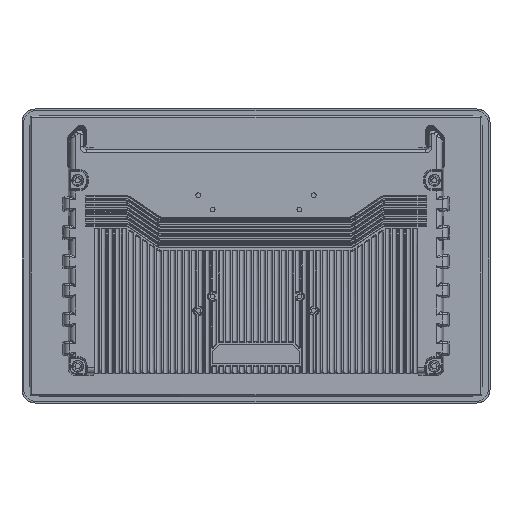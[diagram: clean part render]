
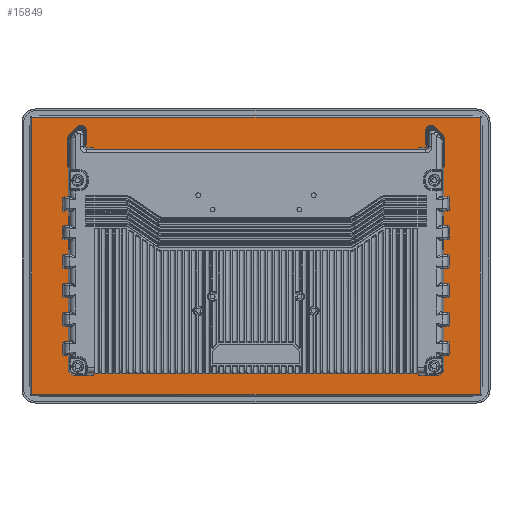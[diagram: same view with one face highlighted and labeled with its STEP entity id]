
A CAD part, top view. The second image highlights one B-rep face of the part: STEP entity #15849.
In plain terms, the highlighted face is planar.
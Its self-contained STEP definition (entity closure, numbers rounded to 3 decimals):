
#13114=DIRECTION('',(0.,0.,1.));
#13115=VECTOR('',#13114,239.8);
#13116=CARTESIAN_POINT('',(-194.4,1.,-119.9));
#13117=LINE('',#13116,#13115);
#13122=CARTESIAN_POINT('',(157.197,1.,98.497));
#13123=DIRECTION('',(0.,1.,0.));
#13124=DIRECTION('',(0.,0.,1.));
#13125=AXIS2_PLACEMENT_3D('',#13122,#13123,#13124);
#13127=CARTESIAN_POINT('',(157.197,1.,-88.197));
#13128=DIRECTION('',(0.,1.,0.));
#13129=DIRECTION('',(1.,0.,0.));
#13130=AXIS2_PLACEMENT_3D('',#13127,#13128,#13129);
#13132=CARTESIAN_POINT('',(-157.197,1.,-88.197));
#13133=DIRECTION('',(0.,1.,0.));
#13134=DIRECTION('',(0.,0.,-1.));
#13135=AXIS2_PLACEMENT_3D('',#13132,#13133,#13134);
#13137=CARTESIAN_POINT('',(-157.197,1.,98.497));
#13138=DIRECTION('',(0.,1.,0.));
#13139=DIRECTION('',(-1.,0.,0.));
#13140=AXIS2_PLACEMENT_3D('',#13137,#13138,#13139);
#13142=DIRECTION('',(0.,0.,-1.));
#13143=VECTOR('',#13142,239.8);
#13144=CARTESIAN_POINT('',(194.4,1.,119.9));
#13145=LINE('',#13144,#13143);
#13602=DIRECTION('',(1.,0.,0.));
#13603=VECTOR('',#13602,388.8);
#13604=CARTESIAN_POINT('',(-194.4,1.,119.9));
#13605=LINE('',#13604,#13603);
#13842=DIRECTION('',(-1.,0.,0.));
#13843=VECTOR('',#13842,388.8);
#13844=CARTESIAN_POINT('',(194.4,1.,-119.9));
#13845=LINE('',#13844,#13843);
#14108=DIRECTION('',(-1.,0.,0.));
#14109=VECTOR('',#14108,291.693);
#14110=CARTESIAN_POINT('',(145.847,1.,99.75));
#14111=LINE('',#14110,#14109);
#14116=DIRECTION('',(0.,0.,-1.));
#14117=VECTOR('',#14116,2.947);
#14118=CARTESIAN_POINT('',(145.847,1.,102.697));
#14119=LINE('',#14118,#14117);
#14124=DIRECTION('',(-1.,0.,0.));
#14125=VECTOR('',#14124,11.35);
#14126=CARTESIAN_POINT('',(157.197,1.,102.697));
#14127=LINE('',#14126,#14125);
#14140=DIRECTION('',(0.,0.,1.));
#14141=VECTOR('',#14140,186.693);
#14142=CARTESIAN_POINT('',(161.397,1.,-88.197));
#14143=LINE('',#14142,#14141);
#14152=DIRECTION('',(1.,0.,0.));
#14153=VECTOR('',#14152,11.35);
#14154=CARTESIAN_POINT('',(145.847,1.,-92.397));
#14155=LINE('',#14154,#14153);
#14156=DIRECTION('',(0.,0.,-1.));
#14157=VECTOR('',#14156,2.647);
#14158=CARTESIAN_POINT('',(145.847,1.,-89.75));
#14159=LINE('',#14158,#14157);
#14164=DIRECTION('',(1.,0.,0.));
#14165=VECTOR('',#14164,291.693);
#14166=CARTESIAN_POINT('',(-145.847,1.,-89.75));
#14167=LINE('',#14166,#14165);
#14172=DIRECTION('',(0.,0.,1.));
#14173=VECTOR('',#14172,2.647);
#14174=CARTESIAN_POINT('',(-145.847,1.,-92.397));
#14175=LINE('',#14174,#14173);
#14180=DIRECTION('',(1.,0.,0.));
#14181=VECTOR('',#14180,11.35);
#14182=CARTESIAN_POINT('',(-157.197,1.,-92.397));
#14183=LINE('',#14182,#14181);
#14196=DIRECTION('',(0.,0.,-1.));
#14197=VECTOR('',#14196,186.693);
#14198=CARTESIAN_POINT('',(-161.397,1.,98.497));
#14199=LINE('',#14198,#14197);
#14208=DIRECTION('',(-1.,0.,0.));
#14209=VECTOR('',#14208,11.35);
#14210=CARTESIAN_POINT('',(-145.847,1.,102.697));
#14211=LINE('',#14210,#14209);
#14212=DIRECTION('',(0.,0.,1.));
#14213=VECTOR('',#14212,2.947);
#14214=CARTESIAN_POINT('',(-145.847,1.,99.75));
#14215=LINE('',#14214,#14213);
#14644=CARTESIAN_POINT('',(-194.4,1.,-119.9));
#14645=VERTEX_POINT('',#14644);
#14690=CARTESIAN_POINT('',(194.4,1.,-119.9));
#14691=VERTEX_POINT('',#14690);
#14778=CARTESIAN_POINT('',(194.4,1.,119.9));
#14779=VERTEX_POINT('',#14778);
#14784=CARTESIAN_POINT('',(-194.4,1.,119.9));
#14785=VERTEX_POINT('',#14784);
#14867=CARTESIAN_POINT('',(145.847,1.,99.75));
#14868=CARTESIAN_POINT('',(-145.847,1.,99.75));
#14869=VERTEX_POINT('',#14867);
#14870=VERTEX_POINT('',#14868);
#14871=CARTESIAN_POINT('',(145.847,1.,102.697));
#14872=VERTEX_POINT('',#14871);
#14873=CARTESIAN_POINT('',(157.197,1.,102.697));
#14874=VERTEX_POINT('',#14873);
#14875=CARTESIAN_POINT('',(161.397,1.,98.497));
#14876=VERTEX_POINT('',#14875);
#14877=CARTESIAN_POINT('',(161.397,1.,-88.197));
#14878=VERTEX_POINT('',#14877);
#14879=CARTESIAN_POINT('',(157.197,1.,-92.397));
#14880=VERTEX_POINT('',#14879);
#14881=CARTESIAN_POINT('',(145.847,1.,-92.397));
#14882=VERTEX_POINT('',#14881);
#14883=CARTESIAN_POINT('',(145.847,1.,-89.75));
#14884=VERTEX_POINT('',#14883);
#14885=CARTESIAN_POINT('',(-145.847,1.,-89.75));
#14886=VERTEX_POINT('',#14885);
#14887=CARTESIAN_POINT('',(-145.847,1.,-92.397));
#14888=VERTEX_POINT('',#14887);
#14889=CARTESIAN_POINT('',(-157.197,1.,-92.397));
#14890=VERTEX_POINT('',#14889);
#14891=CARTESIAN_POINT('',(-161.397,1.,-88.197));
#14892=VERTEX_POINT('',#14891);
#14893=CARTESIAN_POINT('',(-161.397,1.,98.497));
#14894=VERTEX_POINT('',#14893);
#14895=CARTESIAN_POINT('',(-157.197,1.,102.697));
#14896=VERTEX_POINT('',#14895);
#14897=CARTESIAN_POINT('',(-145.847,1.,102.697));
#14898=VERTEX_POINT('',#14897);
#15801=CARTESIAN_POINT('',(0.,1.,0.));
#15802=DIRECTION('',(0.,1.,0.));
#15803=DIRECTION('',(1.,0.,0.));
#15804=AXIS2_PLACEMENT_3D('',#15801,#15802,#15803);
#15805=PLANE('',#15804);
#15807=ORIENTED_EDGE('',*,*,#15806,.F.);
#15809=ORIENTED_EDGE('',*,*,#15808,.F.);
#15810=ORIENTED_EDGE('',*,*,#15794,.F.);
#15812=ORIENTED_EDGE('',*,*,#15811,.F.);
#15813=EDGE_LOOP('',(#15807,#15809,#15810,#15812));
#15814=FACE_OUTER_BOUND('',#15813,.F.);
#15816=ORIENTED_EDGE('',*,*,#15815,.F.);
#15818=ORIENTED_EDGE('',*,*,#15817,.F.);
#15820=ORIENTED_EDGE('',*,*,#15819,.F.);
#15822=ORIENTED_EDGE('',*,*,#15821,.T.);
#15824=ORIENTED_EDGE('',*,*,#15823,.F.);
#15826=ORIENTED_EDGE('',*,*,#15825,.T.);
#15828=ORIENTED_EDGE('',*,*,#15827,.F.);
#15830=ORIENTED_EDGE('',*,*,#15829,.F.);
#15832=ORIENTED_EDGE('',*,*,#15831,.F.);
#15834=ORIENTED_EDGE('',*,*,#15833,.F.);
#15836=ORIENTED_EDGE('',*,*,#15835,.F.);
#15838=ORIENTED_EDGE('',*,*,#15837,.T.);
#15840=ORIENTED_EDGE('',*,*,#15839,.F.);
#15842=ORIENTED_EDGE('',*,*,#15841,.T.);
#15844=ORIENTED_EDGE('',*,*,#15843,.F.);
#15846=ORIENTED_EDGE('',*,*,#15845,.F.);
#15847=EDGE_LOOP('',(#15816,#15818,#15820,#15822,#15824,#15826,#15828,#15830,
#15832,#15834,#15836,#15838,#15840,#15842,#15844,#15846));
#15848=FACE_BOUND('',#15847,.F.);
#13126=CIRCLE('',#13125,4.2);
#13131=CIRCLE('',#13130,4.2);
#13136=CIRCLE('',#13135,4.2);
#13141=CIRCLE('',#13140,4.2);
#15794=EDGE_CURVE('',#14645,#14785,#13117,.T.);
#15806=EDGE_CURVE('',#14779,#14691,#13145,.T.);
#15808=EDGE_CURVE('',#14785,#14779,#13605,.T.);
#15811=EDGE_CURVE('',#14691,#14645,#13845,.T.);
#15815=EDGE_CURVE('',#14869,#14870,#14111,.T.);
#15817=EDGE_CURVE('',#14872,#14869,#14119,.T.);
#15819=EDGE_CURVE('',#14874,#14872,#14127,.T.);
#15821=EDGE_CURVE('',#14874,#14876,#13126,.T.);
#15823=EDGE_CURVE('',#14878,#14876,#14143,.T.);
#15825=EDGE_CURVE('',#14878,#14880,#13131,.T.);
#15827=EDGE_CURVE('',#14882,#14880,#14155,.T.);
#15829=EDGE_CURVE('',#14884,#14882,#14159,.T.);
#15831=EDGE_CURVE('',#14886,#14884,#14167,.T.);
#15833=EDGE_CURVE('',#14888,#14886,#14175,.T.);
#15835=EDGE_CURVE('',#14890,#14888,#14183,.T.);
#15837=EDGE_CURVE('',#14890,#14892,#13136,.T.);
#15839=EDGE_CURVE('',#14894,#14892,#14199,.T.);
#15841=EDGE_CURVE('',#14894,#14896,#13141,.T.);
#15843=EDGE_CURVE('',#14898,#14896,#14211,.T.);
#15845=EDGE_CURVE('',#14870,#14898,#14215,.T.);
#15849=ADVANCED_FACE('',(#15814,#15848),#15805,.T.);
